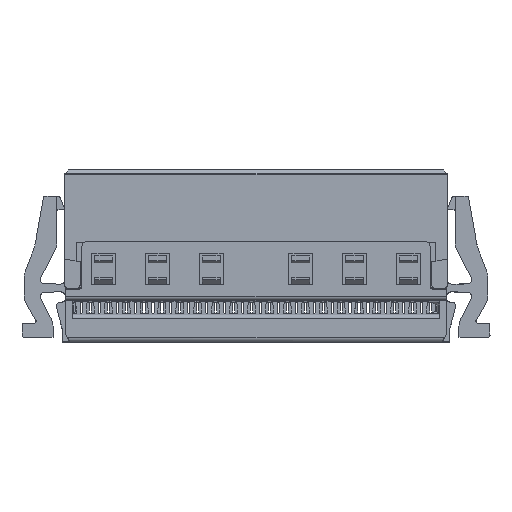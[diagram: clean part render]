
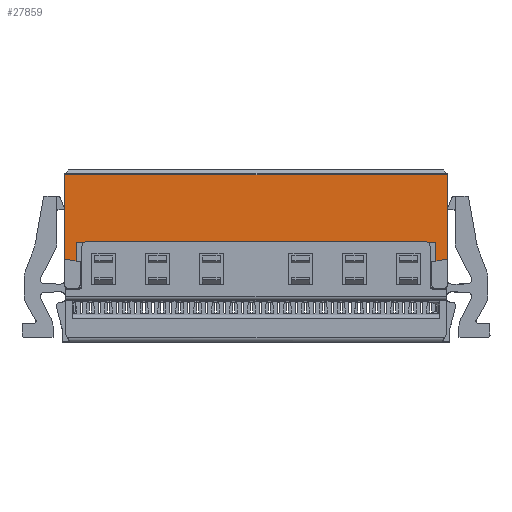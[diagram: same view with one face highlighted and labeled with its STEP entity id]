
A CAD part, top view. The second image highlights one B-rep face of the part: STEP entity #27859.
In plain terms, the highlighted planar face has unit normal (0, 0, 1).
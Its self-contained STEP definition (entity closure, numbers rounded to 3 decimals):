
#27809=AXIS2_PLACEMENT_3D('Plane Axis2P3D',#27806,#27807,#27808) ;
#17543=CARTESIAN_POINT('Vertex',(30.165,11.859,4.325)) ;
#17546=CARTESIAN_POINT('Line Origine',(30.165,8.869,4.325)) ;
#17550=CARTESIAN_POINT('Vertex',(30.165,5.88,4.325)) ;
#17719=CARTESIAN_POINT('Vertex',(3.015,5.88,4.325)) ;
#17722=CARTESIAN_POINT('Line Origine',(3.015,8.869,4.325)) ;
#17726=CARTESIAN_POINT('Vertex',(3.015,11.859,4.325)) ;
#27806=CARTESIAN_POINT('Axis2P3D Location',(2.771,12.4,4.325)) ;
#27811=CARTESIAN_POINT('Line Origine',(16.59,11.859,4.325)) ;
#27816=CARTESIAN_POINT('Line Origine',(3.455,5.802,4.325)) ;
#27820=CARTESIAN_POINT('Vertex',(3.895,5.725,4.325)) ;
#27823=CARTESIAN_POINT('Line Origine',(3.895,6.402,4.325)) ;
#27827=CARTESIAN_POINT('Vertex',(3.895,7.08,4.325)) ;
#27830=CARTESIAN_POINT('Line Origine',(16.59,7.08,4.325)) ;
#27834=CARTESIAN_POINT('Vertex',(29.285,7.08,4.325)) ;
#27837=CARTESIAN_POINT('Line Origine',(29.285,6.402,4.325)) ;
#27841=CARTESIAN_POINT('Vertex',(29.285,5.725,4.325)) ;
#27844=CARTESIAN_POINT('Line Origine',(29.725,5.802,4.325)) ;
#17547=DIRECTION('Vector Direction',(0.,1.,0.)) ;
#17723=DIRECTION('Vector Direction',(0.,-1.,0.)) ;
#27807=DIRECTION('Axis2P3D Direction',(-0.,0.,1.)) ;
#27808=DIRECTION('Axis2P3D XDirection',(0.,-1.,0.)) ;
#27812=DIRECTION('Vector Direction',(-1.,0.,0.)) ;
#27817=DIRECTION('Vector Direction',(0.985,-0.174,0.)) ;
#27824=DIRECTION('Vector Direction',(0.,1.,0.)) ;
#27831=DIRECTION('Vector Direction',(1.,0.,0.)) ;
#27838=DIRECTION('Vector Direction',(0.,-1.,0.)) ;
#27845=DIRECTION('Vector Direction',(0.985,0.174,0.)) ;
#17548=VECTOR('Line Direction',#17547,1.) ;
#17724=VECTOR('Line Direction',#17723,1.) ;
#27813=VECTOR('Line Direction',#27812,1.) ;
#27818=VECTOR('Line Direction',#27817,1.) ;
#27825=VECTOR('Line Direction',#27824,1.) ;
#27832=VECTOR('Line Direction',#27831,1.) ;
#27839=VECTOR('Line Direction',#27838,1.) ;
#27846=VECTOR('Line Direction',#27845,1.) ;
#27850=ORIENTED_EDGE('',*,*,#27815,.T.) ;
#27851=ORIENTED_EDGE('',*,*,#17728,.T.) ;
#27852=ORIENTED_EDGE('',*,*,#27822,.T.) ;
#27853=ORIENTED_EDGE('',*,*,#27829,.T.) ;
#27854=ORIENTED_EDGE('',*,*,#27836,.T.) ;
#27855=ORIENTED_EDGE('',*,*,#27843,.T.) ;
#27856=ORIENTED_EDGE('',*,*,#27848,.T.) ;
#27857=ORIENTED_EDGE('',*,*,#17552,.T.) ;
#27859=ADVANCED_FACE('Hauptk\X2\00F6\X0\rper',(#27858),#27810,.T.) ;
#17552=EDGE_CURVE('',#17551,#17544,#17549,.T.) ;
#17728=EDGE_CURVE('',#17727,#17720,#17725,.T.) ;
#27815=EDGE_CURVE('',#17544,#17727,#27814,.T.) ;
#27822=EDGE_CURVE('',#17720,#27821,#27819,.T.) ;
#27829=EDGE_CURVE('',#27821,#27828,#27826,.T.) ;
#27836=EDGE_CURVE('',#27828,#27835,#27833,.T.) ;
#27843=EDGE_CURVE('',#27835,#27842,#27840,.T.) ;
#27848=EDGE_CURVE('',#27842,#17551,#27847,.T.) ;
#27849=EDGE_LOOP('',(#27850,#27851,#27852,#27853,#27854,#27855,#27856,#27857)) ;
#27858=FACE_OUTER_BOUND('',#27849,.T.) ;
#17549=LINE('Line',#17546,#17548) ;
#17725=LINE('Line',#17722,#17724) ;
#27814=LINE('Line',#27811,#27813) ;
#27819=LINE('Line',#27816,#27818) ;
#27826=LINE('Line',#27823,#27825) ;
#27833=LINE('Line',#27830,#27832) ;
#27840=LINE('Line',#27837,#27839) ;
#27847=LINE('Line',#27844,#27846) ;
#27810=PLANE('',#27809) ;
#17544=VERTEX_POINT('',#17543) ;
#17551=VERTEX_POINT('',#17550) ;
#17720=VERTEX_POINT('',#17719) ;
#17727=VERTEX_POINT('',#17726) ;
#27821=VERTEX_POINT('',#27820) ;
#27828=VERTEX_POINT('',#27827) ;
#27835=VERTEX_POINT('',#27834) ;
#27842=VERTEX_POINT('',#27841) ;
